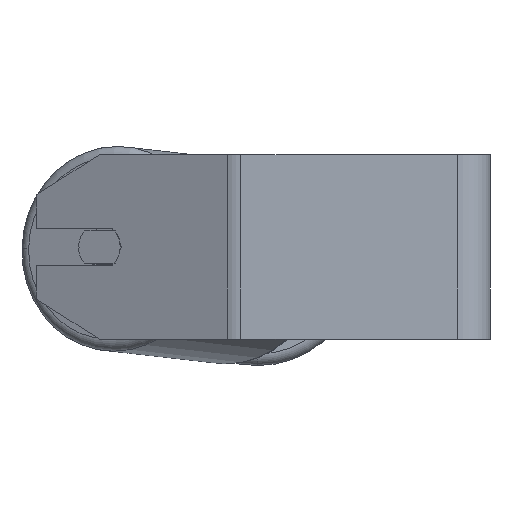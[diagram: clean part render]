
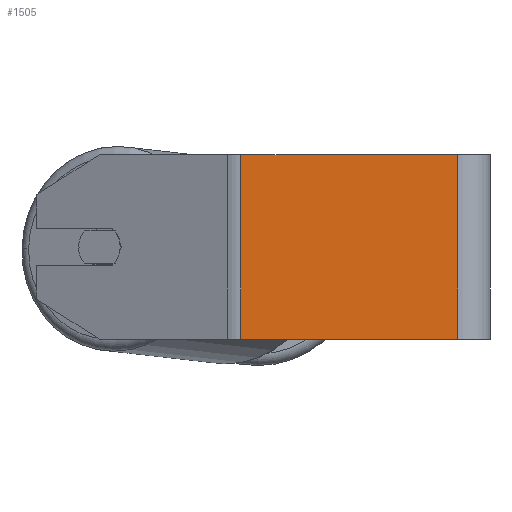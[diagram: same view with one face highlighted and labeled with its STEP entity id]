
A CAD part, left-side view. The second image highlights one B-rep face of the part: STEP entity #1505.
In plain terms, the highlighted planar face has unit normal (-1, 0, 0).
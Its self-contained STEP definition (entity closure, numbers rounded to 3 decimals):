
#182 = CARTESIAN_POINT ( 'NONE',  ( -250., 111.246, -40. ) ) ;
#432 = VERTEX_POINT ( 'NONE', #6872 ) ;
#616 = PLANE ( 'NONE',  #7200 ) ;
#1031 = VERTEX_POINT ( 'NONE', #3786 ) ;
#1505 = ADVANCED_FACE ( 'NONE', ( #6449 ), #616, .F. ) ;
#1917 = VECTOR ( 'NONE', #7186, 1000. ) ;
#2007 = LINE ( 'NONE', #182, #8087 ) ;
#2350 = EDGE_LOOP ( 'NONE', ( #2542, #6095, #7772, #7170 ) ) ;
#2542 = ORIENTED_EDGE ( 'NONE', *, *, #6811, .T. ) ;
#2568 = LINE ( 'NONE', #3898, #4001 ) ;
#2640 = EDGE_CURVE ( 'NONE', #7176, #432, #7004, .T. ) ;
#2779 = DIRECTION ( 'NONE',  ( 0., -1., 0. ) ) ;
#2978 = CARTESIAN_POINT ( 'NONE',  ( -250., 108.142, 40. ) ) ;
#3092 = CARTESIAN_POINT ( 'NONE',  ( -250., 111.246, 40. ) ) ;
#3135 = DIRECTION ( 'NONE',  ( 0., 0., -1. ) ) ;
#3174 = EDGE_CURVE ( 'NONE', #7176, #1031, #3886, .T. ) ;
#3734 = CARTESIAN_POINT ( 'NONE',  ( -250., 108.142, 40. ) ) ;
#3786 = CARTESIAN_POINT ( 'NONE',  ( -250., 14., 40. ) ) ;
#3809 = DIRECTION ( 'NONE',  ( 0., 0., -1. ) ) ;
#3886 = LINE ( 'NONE', #5958, #1917 ) ;
#3898 = CARTESIAN_POINT ( 'NONE',  ( -250., 14., 40. ) ) ;
#3993 = CARTESIAN_POINT ( 'NONE',  ( -250., 14., -40. ) ) ;
#4001 = VECTOR ( 'NONE', #3135, 1000. ) ;
#5086 = DIRECTION ( 'NONE',  ( 1., 0., 0. ) ) ;
#5126 = DIRECTION ( 'NONE',  ( 0., 0., -1. ) ) ;
#5958 = CARTESIAN_POINT ( 'NONE',  ( -250., 111.246, 40. ) ) ;
#5989 = VERTEX_POINT ( 'NONE', #3993 ) ;
#6095 = ORIENTED_EDGE ( 'NONE', *, *, #6170, .F. ) ;
#6170 = EDGE_CURVE ( 'NONE', #1031, #5989, #2568, .T. ) ;
#6449 = FACE_OUTER_BOUND ( 'NONE', #2350, .T. ) ;
#6811 = EDGE_CURVE ( 'NONE', #432, #5989, #2007, .T. ) ;
#6872 = CARTESIAN_POINT ( 'NONE',  ( -250., 108.142, -40. ) ) ;
#6936 = VECTOR ( 'NONE', #5126, 1000. ) ;
#7004 = LINE ( 'NONE', #3734, #6936 ) ;
#7170 = ORIENTED_EDGE ( 'NONE', *, *, #2640, .T. ) ;
#7176 = VERTEX_POINT ( 'NONE', #2978 ) ;
#7186 = DIRECTION ( 'NONE',  ( 0., -1., 0. ) ) ;
#7200 = AXIS2_PLACEMENT_3D ( 'NONE', #3092, #5086, #3809 ) ;
#7772 = ORIENTED_EDGE ( 'NONE', *, *, #3174, .F. ) ;
#8087 = VECTOR ( 'NONE', #2779, 1000. ) ;
